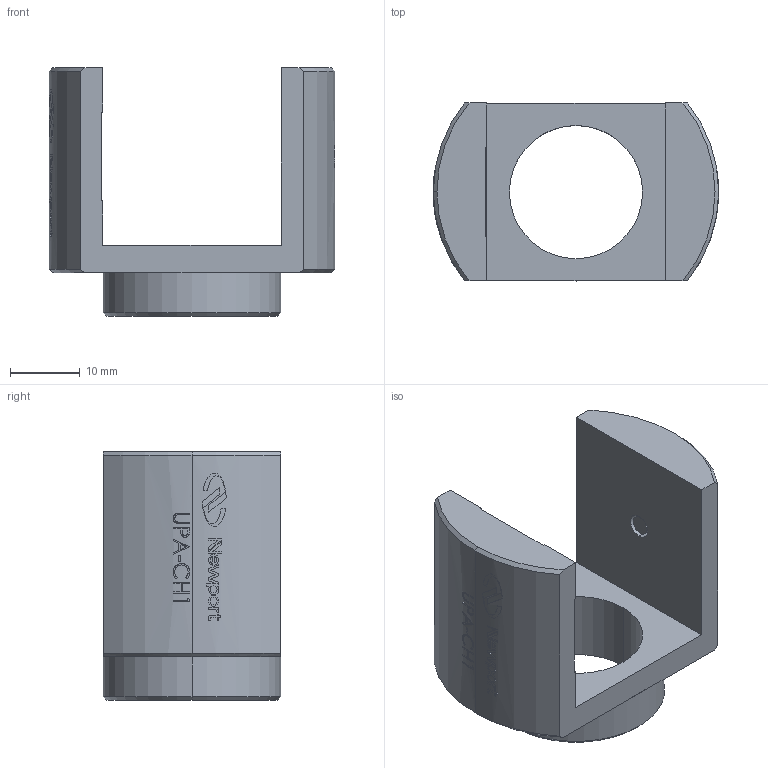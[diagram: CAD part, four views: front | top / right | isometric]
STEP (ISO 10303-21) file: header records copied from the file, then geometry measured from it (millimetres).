
FILE_DESCRIPTION((''),'2;1');
FILE_NAME('UPA-CH1','2022-10-21T04:31:31',('Administrator'),(''),'CREO PARAMETRIC BY PTC INC, 2019030','CREO PARAMETRIC BY PTC INC, 2019030','');
FILE_SCHEMA(('AUTOMOTIVE_DESIGN { 1 0 10303 214 1 1 1 1 }'));
Length unit declared in the file: inch
Products named in the file (1): UPA-CH1
Bounding box: 40.79 x 25.4 x 35.56 mm (x, y, z)
Volume: 11963.2 mm3; surface area: 5934.2 mm2
Topology: 1 solids, 1 shells, 393 faces, 1105 edges, 733 vertices
Faces by surface type: plane 325, cylinder 33, extrusion 21, cone 14
Entity records: 16830 total; most frequent: CARTESIAN_POINT 4024, ORIENTED_EDGE 2206, DIRECTION 1514, PRESENTATION_STYLE_ASSIGNMENT 1104, STYLED_ITEM 1104, CURVE_STYLE 1103, EDGE_CURVE 1103, VERTEX_POINT 733
